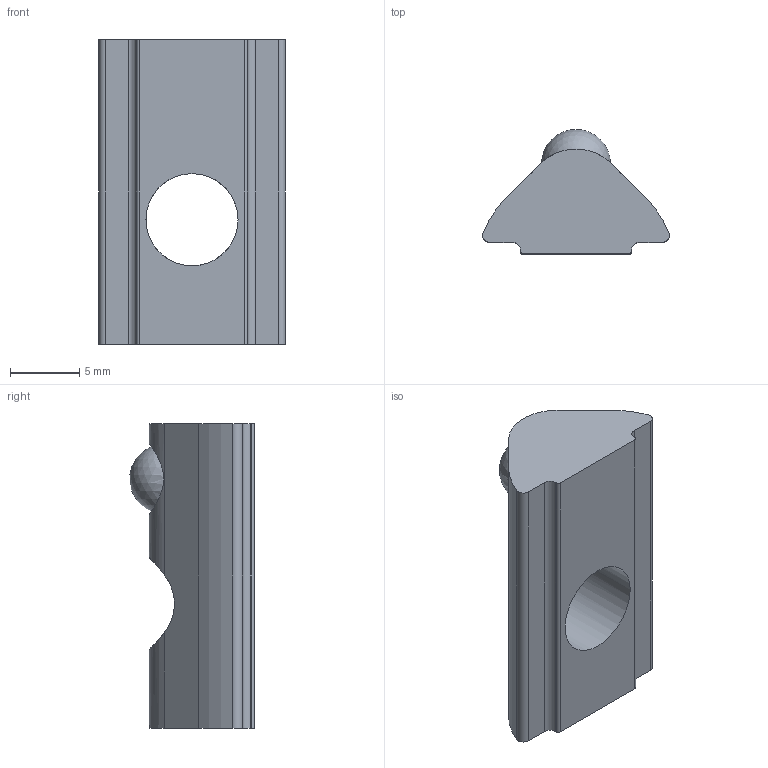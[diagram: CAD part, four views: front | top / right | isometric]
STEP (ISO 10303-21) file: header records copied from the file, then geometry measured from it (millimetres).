
FILE_DESCRIPTION(/* description */ ('GK Nutenstein einsteckbar VA'),/* implementation_level */ '2;1');
FILE_NAME(/* name */ 'SV2106V_A.stp',/* time_stamp */ '2015-11-30T09:54:18+01:00',/* author */ ('Marina Kaa'),/* organization */ (''),/* preprocessor_version */ 'ST-DEVELOPER v15.6',/* originating_system */ 'Autodesk Inventor 2015',/* authorisation */ '');
FILE_SCHEMA (('AUTOMOTIVE_DESIGN { 1 0 10303 214 3 1 1 }'));
Length unit declared in the file: millimetre
Products named in the file (4): ME1631115_A; MK2402110_A; MK5100100_A; SV2106V_A
Bounding box: 13.47 x 8.98 x 22 mm (x, y, z)
Volume: 1204.7 mm3; surface area: 1214.5 mm2
Topology: 3 solids, 3 shells, 28 faces, 71 edges, 47 vertices
Faces by surface type: cylinder 13, plane 12, cone 1, sphere 1, bspline 1
Full cylindrical faces by diameter (mm): 4.5 x1, 5.1 x1, 6.647 x1
Entity records: 1533 total; most frequent: CARTESIAN_POINT 769, DIRECTION 156, ORIENTED_EDGE 128, EDGE_CURVE 64, AXIS2_PLACEMENT_3D 62, VERTEX_POINT 46, EDGE_LOOP 34, LINE 32
